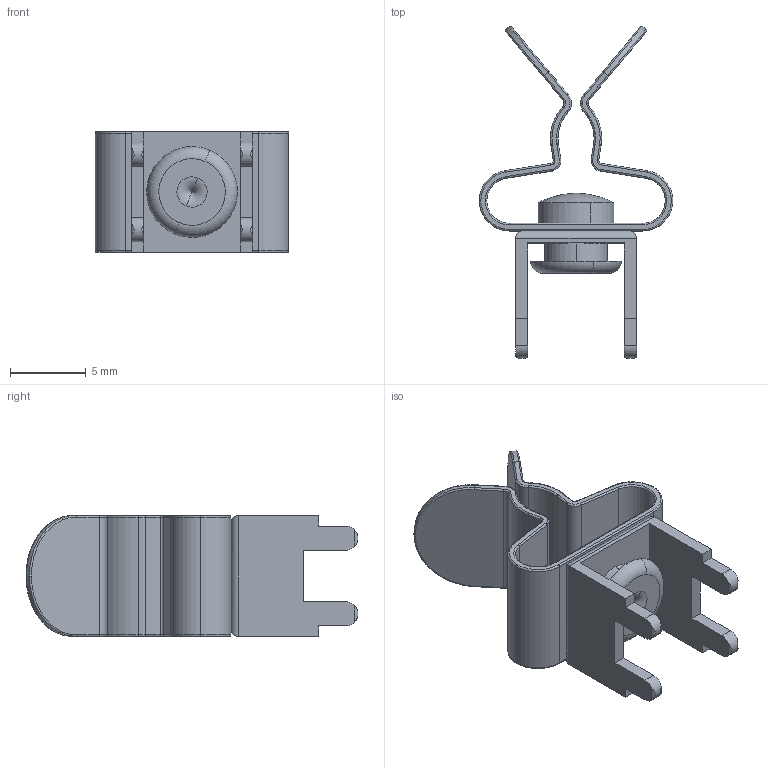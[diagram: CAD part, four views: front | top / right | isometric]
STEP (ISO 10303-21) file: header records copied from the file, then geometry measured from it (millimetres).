
FILE_DESCRIPTION (( 'STEP AP214' ), '1' );
FILE_NAME ('1080-012.STEP', '2024-04-04T12:26:22', ( '' ), ( '' ), 'SwSTEP 2.0', 'SolidWorks 2022', '' );
FILE_SCHEMA (( 'AUTOMOTIVE_DESIGN' ));
Length unit declared in the file: millimetre
Products named in the file (4): 3x1,5_2,5mm Blechstärke; 8010-080; 1010-001.Kunden SLDPRT; 1080-012
Assembly tree (3 placements, depth 2):
  1080-012
    3x1,5_2,5mm Blechstärke
    8010-080
    1010-001.Kunden SLDPRT
Bounding box: 12.79 x 21.96 x 8 mm (x, y, z)
Volume: 367.9 mm3; surface area: 1281.8 mm2
Topology: 3 solids, 3 shells, 183 faces, 447 edges, 272 vertices
Faces by surface type: cylinder 81, bspline 54, plane 42, torus 4, sphere 2
Entity records: 6601 total; most frequent: CARTESIAN_POINT 2263, ORIENTED_EDGE 890, DIRECTION 829, EDGE_CURVE 445, AXIS2_PLACEMENT_3D 323, VERTEX_POINT 272, EDGE_LOOP 191, CIRCLE 188
